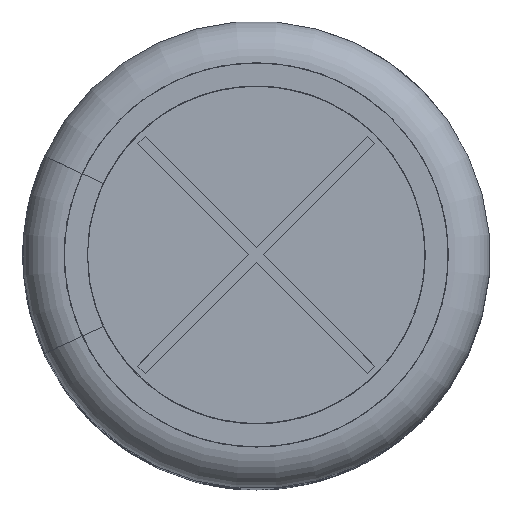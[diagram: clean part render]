
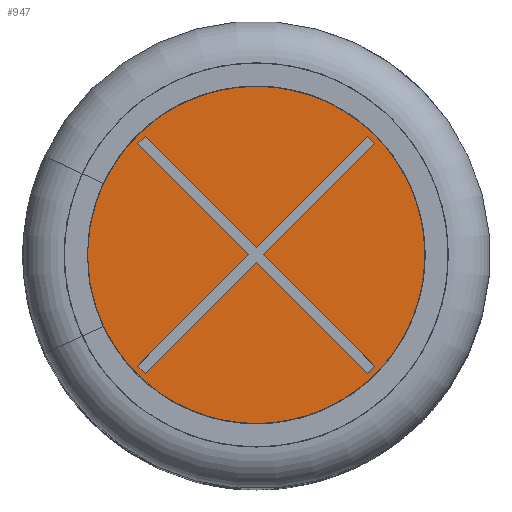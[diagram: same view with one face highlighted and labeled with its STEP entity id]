
A CAD part, top view. The second image highlights one B-rep face of the part: STEP entity #947.
In plain terms, the highlighted planar face has unit normal (0, 0, 1).
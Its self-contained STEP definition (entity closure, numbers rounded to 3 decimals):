
#947 = ADVANCED_FACE( '', ( #2237, #2238 ), #2239, .T. );
#2237 = FACE_OUTER_BOUND( '', #7787, .T. );
#2238 = FACE_BOUND( '', #7788, .T. );
#2239 = PLANE( '', #7789 );
#7787 = EDGE_LOOP( '', ( #14314 ) );
#7788 = EDGE_LOOP( '', ( #14315, #14316, #14317, #14318, #14319, #14320, #14321, #14322, #14323, #14324, #14325, #14326 ) );
#7789 = AXIS2_PLACEMENT_3D( '', #14327, #14328, #14329 );
#14314 = ORIENTED_EDGE( '', *, *, #17961, .F. );
#14315 = ORIENTED_EDGE( '', *, *, #17962, .T. );
#14316 = ORIENTED_EDGE( '', *, *, #17213, .T. );
#14317 = ORIENTED_EDGE( '', *, *, #17963, .T. );
#14318 = ORIENTED_EDGE( '', *, *, #17964, .T. );
#14319 = ORIENTED_EDGE( '', *, *, #17965, .T. );
#14320 = ORIENTED_EDGE( '', *, *, #17966, .T. );
#14321 = ORIENTED_EDGE( '', *, *, #17229, .T. );
#14322 = ORIENTED_EDGE( '', *, *, #17967, .T. );
#14323 = ORIENTED_EDGE( '', *, *, #17184, .T. );
#14324 = ORIENTED_EDGE( '', *, *, #17968, .T. );
#14325 = ORIENTED_EDGE( '', *, *, #17453, .T. );
#14326 = ORIENTED_EDGE( '', *, *, #17787, .T. );
#14327 = CARTESIAN_POINT( '', ( -7.399, 0., 35.28 ) );
#14328 = DIRECTION( '', ( 0., 0., 1. ) );
#14329 = DIRECTION( '', ( 1., 0., 0. ) );
#17184 = EDGE_CURVE( '', #19101, #19102, #19103, .T. );
#17213 = EDGE_CURVE( '', #19155, #19156, #19157, .T. );
#17229 = EDGE_CURVE( '', #19183, #19184, #19185, .T. );
#17453 = EDGE_CURVE( '', #19565, #19566, #19567, .T. );
#17787 = EDGE_CURVE( '', #19566, #20107, #20108, .T. );
#17961 = EDGE_CURVE( '', #20377, #20377, #20378, .T. );
#17962 = EDGE_CURVE( '', #20107, #19155, #20379, .T. );
#17963 = EDGE_CURVE( '', #19156, #20380, #20381, .T. );
#17964 = EDGE_CURVE( '', #20380, #20382, #20383, .T. );
#17965 = EDGE_CURVE( '', #20382, #20384, #20385, .T. );
#17966 = EDGE_CURVE( '', #20384, #19183, #20386, .T. );
#17967 = EDGE_CURVE( '', #19184, #19101, #20387, .T. );
#17968 = EDGE_CURVE( '', #19102, #19565, #20388, .T. );
#19101 = VERTEX_POINT( '', #22090 );
#19102 = VERTEX_POINT( '', #22091 );
#19103 = LINE( '', #22092, #22093 );
#19155 = VERTEX_POINT( '', #22192 );
#19156 = VERTEX_POINT( '', #22193 );
#19157 = LINE( '', #22194, #22195 );
#19183 = VERTEX_POINT( '', #22228 );
#19184 = VERTEX_POINT( '', #22229 );
#19185 = LINE( '', #22230, #22231 );
#19565 = VERTEX_POINT( '', #23037 );
#19566 = VERTEX_POINT( '', #23038 );
#19567 = LINE( '', #23039, #23040 );
#20107 = VERTEX_POINT( '', #24648 );
#20108 = LINE( '', #24649, #24650 );
#20377 = VERTEX_POINT( '', #25549 );
#20378 = CIRCLE( '', #25550, 7.399 );
#20379 = LINE( '', #25551, #25552 );
#20380 = VERTEX_POINT( '', #25553 );
#20381 = LINE( '', #25554, #25555 );
#20382 = VERTEX_POINT( '', #25556 );
#20383 = LINE( '', #25557, #25558 );
#20384 = VERTEX_POINT( '', #25559 );
#20385 = LINE( '', #25560, #25561 );
#20386 = LINE( '', #25562, #25563 );
#20387 = LINE( '', #25564, #25565 );
#20388 = LINE( '', #25566, #25567 );
#22090 = CARTESIAN_POINT( '', ( 0., -0.283, 35.28 ) );
#22091 = CARTESIAN_POINT( '', ( -4.276, -4.559, 35.28 ) );
#22092 = CARTESIAN_POINT( '', ( 0., -0.283, 35.28 ) );
#22093 = VECTOR( '', #28417, 1000. );
#22192 = CARTESIAN_POINT( '', ( -4.276, 4.559, 35.28 ) );
#22193 = CARTESIAN_POINT( '', ( 0., 0.283, 35.28 ) );
#22194 = CARTESIAN_POINT( '', ( 0., 0.283, 35.28 ) );
#22195 = VECTOR( '', #28438, 1000. );
#22228 = CARTESIAN_POINT( '', ( 4.559, -4.276, 35.28 ) );
#22229 = CARTESIAN_POINT( '', ( 4.276, -4.559, 35.28 ) );
#22230 = CARTESIAN_POINT( '', ( 4.559, -4.276, 35.28 ) );
#22231 = VECTOR( '', #28458, 1000. );
#23037 = CARTESIAN_POINT( '', ( -4.559, -4.276, 35.28 ) );
#23038 = CARTESIAN_POINT( '', ( -0.283, 0., 35.28 ) );
#23039 = CARTESIAN_POINT( '', ( -0.283, 0., 35.28 ) );
#23040 = VECTOR( '', #28688, 1000. );
#24648 = CARTESIAN_POINT( '', ( -4.559, 4.276, 35.28 ) );
#24649 = CARTESIAN_POINT( '', ( -0.283, 0., 35.28 ) );
#24650 = VECTOR( '', #29037, 1000. );
#25549 = CARTESIAN_POINT( '', ( -7.399, 0., 35.28 ) );
#25550 = AXIS2_PLACEMENT_3D( '', #29198, #29199, #29200 );
#25551 = CARTESIAN_POINT( '', ( -4.276, 4.559, 35.28 ) );
#25552 = VECTOR( '', #29201, 1000. );
#25553 = CARTESIAN_POINT( '', ( 4.276, 4.559, 35.28 ) );
#25554 = CARTESIAN_POINT( '', ( 0., 0.283, 35.28 ) );
#25555 = VECTOR( '', #29202, 1000. );
#25556 = CARTESIAN_POINT( '', ( 4.559, 4.276, 35.28 ) );
#25557 = CARTESIAN_POINT( '', ( 4.559, 4.276, 35.28 ) );
#25558 = VECTOR( '', #29203, 1000. );
#25559 = CARTESIAN_POINT( '', ( 0.283, 0., 35.28 ) );
#25560 = CARTESIAN_POINT( '', ( 0.283, 0., 35.28 ) );
#25561 = VECTOR( '', #29204, 1000. );
#25562 = CARTESIAN_POINT( '', ( 0.283, 0., 35.28 ) );
#25563 = VECTOR( '', #29205, 1000. );
#25564 = CARTESIAN_POINT( '', ( 0., -0.283, 35.28 ) );
#25565 = VECTOR( '', #29206, 1000. );
#25566 = CARTESIAN_POINT( '', ( -4.276, -4.559, 35.28 ) );
#25567 = VECTOR( '', #29207, 1000. );
#28417 = DIRECTION( '', ( -0.707, -0.707, 0. ) );
#28438 = DIRECTION( '', ( 0.707, -0.707, 0. ) );
#28458 = DIRECTION( '', ( -0.707, -0.707, 0. ) );
#28688 = DIRECTION( '', ( 0.707, 0.707, 0. ) );
#29037 = DIRECTION( '', ( -0.707, 0.707, 0. ) );
#29198 = CARTESIAN_POINT( '', ( 0., 0., 35.28 ) );
#29199 = DIRECTION( '', ( 0., 0., -1. ) );
#29200 = DIRECTION( '', ( -1., 0., 0. ) );
#29201 = DIRECTION( '', ( 0.707, 0.707, 0. ) );
#29202 = DIRECTION( '', ( 0.707, 0.707, 0. ) );
#29203 = DIRECTION( '', ( 0.707, -0.707, 0. ) );
#29204 = DIRECTION( '', ( -0.707, -0.707, 0. ) );
#29205 = DIRECTION( '', ( 0.707, -0.707, 0. ) );
#29206 = DIRECTION( '', ( -0.707, 0.707, 0. ) );
#29207 = DIRECTION( '', ( -0.707, 0.707, 0. ) );
